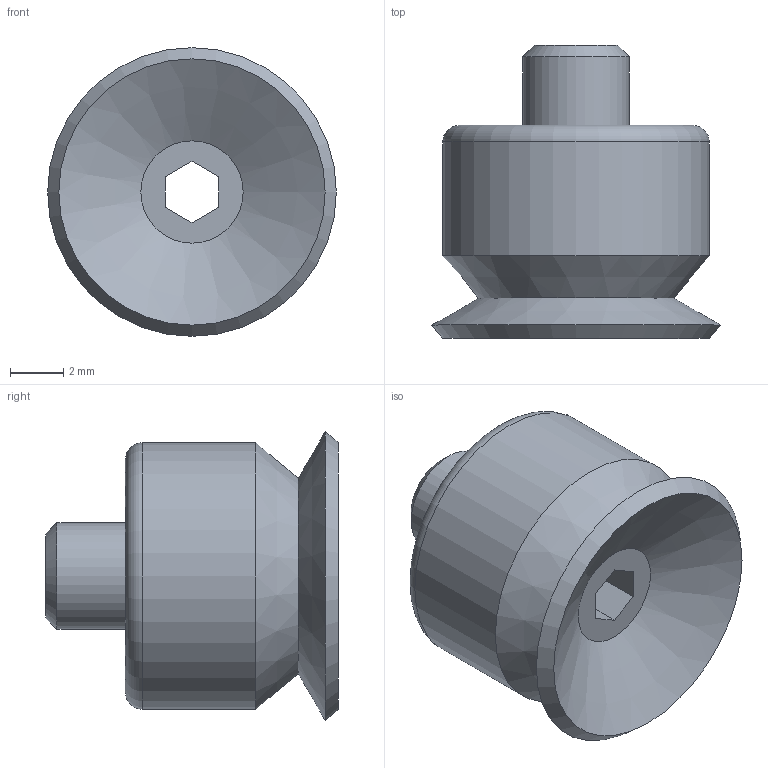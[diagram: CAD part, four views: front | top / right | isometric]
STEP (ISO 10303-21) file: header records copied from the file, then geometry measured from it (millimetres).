
FILE_DESCRIPTION(/* description */ ('STEP AP214'),/* implementation_level */ '2;1');
FILE_NAME(/* name */ '189288_ESS-10-SNA',/* time_stamp */ '2024-08-26T13:05:34+02:00',/* author */ ('License CC BY-ND 4.0'),/* organization */ ('CADENAS'),/* preprocessor_version */ 'ST-DEVELOPER v19.3',/* originating_system */ 'PARTsolutions',/* authorisation */ ' ');
FILE_SCHEMA (('AUTOMOTIVE_DESIGN {1 0 10303 214 3 1 1}'));
Length unit declared in the file: millimetre
Products named in the file (1): 189288 ESS-10-SNA
Bounding box: 10.84 x 11 x 10.84 mm (x, y, z)
Volume: 519.2 mm3; surface area: 539.6 mm2
Topology: 1 solids, 1 shells, 17 faces, 36 edges, 22 vertices
Faces by surface type: plane 9, cone 5, cylinder 2, torus 1
Full cylindrical faces by diameter (mm): 4 x1, 10 x1
Entity records: 559 total; most frequent: DIRECTION 74, CARTESIAN_POINT 68, ORIENTED_EDGE 56, EDGE_CURVE 28, EDGE_LOOP 28, FACE_BOUND 28, AXIS2_PLACEMENT_3D 28, VERTEX_POINT 22
